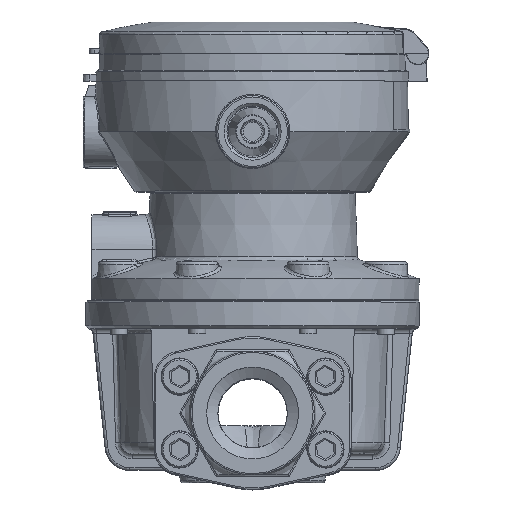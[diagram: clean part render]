
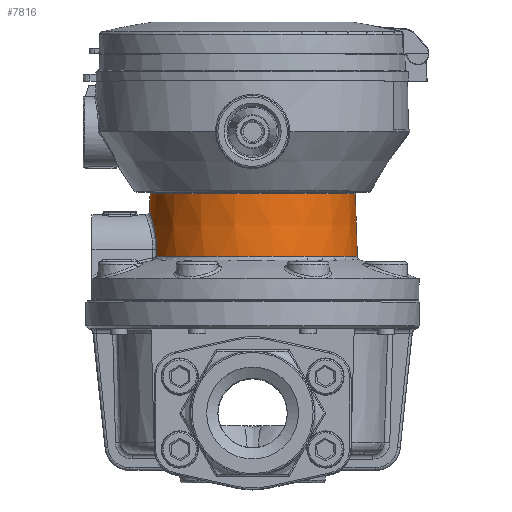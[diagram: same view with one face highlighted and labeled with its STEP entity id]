
A CAD part, top view. The second image highlights one B-rep face of the part: STEP entity #7816.
In plain terms, the highlighted conical face has half-angle 2 degrees and reference radius 36.9 mm.
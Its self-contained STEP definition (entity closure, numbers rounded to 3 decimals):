
#7816 = ADVANCED_FACE( '', ( #16905, #16906 ), #16907, .T. );
#16905 = FACE_OUTER_BOUND( '', #45275, .T. );
#16906 = FACE_BOUND( '', #45276, .T. );
#16907 = CONICAL_SURFACE( '', #45277, 36.9, 0.035 );
#45275 = EDGE_LOOP( '', ( #78620, #78621, #78622, #78623 ) );
#45276 = EDGE_LOOP( '', ( #78624 ) );
#45277 = AXIS2_PLACEMENT_3D( '', #78625, #78626, #78627 );
#78620 = ORIENTED_EDGE( '', *, *, #92026, .T. );
#78621 = ORIENTED_EDGE( '', *, *, #93782, .T. );
#78622 = ORIENTED_EDGE( '', *, *, #97319, .T. );
#78623 = ORIENTED_EDGE( '', *, *, #97320, .T. );
#78624 = ORIENTED_EDGE( '', *, *, #96610, .T. );
#78625 = CARTESIAN_POINT( '', ( 0., 38., 0. ) );
#78626 = DIRECTION( '', ( 0., -1., 0. ) );
#78627 = DIRECTION( '', ( -1., 0., 0. ) );
#92026 = EDGE_CURVE( '', #104104, #104109, #104111, .T. );
#93782 = EDGE_CURVE( '', #104109, #106880, #106882, .T. );
#96610 = EDGE_CURVE( '', #110889, #110889, #110890, .T. );
#97319 = EDGE_CURVE( '', #106880, #110486, #111812, .T. );
#97320 = EDGE_CURVE( '', #110486, #104104, #111813, .T. );
#104104 = VERTEX_POINT( '', #125988 );
#104109 = VERTEX_POINT( '', #126008 );
#104111 = B_SPLINE_CURVE_WITH_KNOTS( '', 3, ( #126019, #126020, #126021, #126022 ), .UNSPECIFIED., .F., .F., ( 4, 4 ), ( 0., 1. ), .UNSPECIFIED. );
#106880 = VERTEX_POINT( '', #133839 );
#106882 = B_SPLINE_CURVE_WITH_KNOTS( '', 3, ( #133850, #133851, #133852, #133853, #133854, #133855, #133856, #133857, #133858, #133859, #133860, #133861, #133862, #133863, #133864, #133865, #133866, #133867, #133868, #133869, #133870, #133871, #133872, #133873, #133874, #133875 ), .UNSPECIFIED., .F., .F., ( 4, 1, 1, 1, 1, 1, 1, 1, 1, 1, 1, 1, 1, 1, 1, 1, 1, 1, 1, 1, 1, 1, 1, 4 ), ( 0., 0.009, 0.016, 0.023, 0.031, 0.063, 0.125, 0.187, 0.25, 0.312, 0.375, 0.437, 0.5, 0.5, 0.563, 0.625, 0.688, 0.75, 0.813, 0.875, 0.937, 0.969, 0.984, 1. ), .UNSPECIFIED. );
#110486 = VERTEX_POINT( '', #144316 );
#110889 = VERTEX_POINT( '', #145577 );
#110890 = CIRCLE( '', #145578, 36.882 );
#111812 = B_SPLINE_CURVE_WITH_KNOTS( '', 3, ( #148438, #148439, #148440, #148441 ), .UNSPECIFIED., .F., .F., ( 4, 4 ), ( 0., 1. ), .UNSPECIFIED. );
#111813 = CIRCLE( '', #148442, 37.669 );
#125988 = CARTESIAN_POINT( '', ( -34.516, 15.979, -15.087 ) );
#126008 = CARTESIAN_POINT( '', ( -34.531, 18.568, -14.824 ) );
#126019 = CARTESIAN_POINT( '', ( -34.516, 15.979, -15.087 ) );
#126020 = CARTESIAN_POINT( '', ( -34.521, 16.842, -14.999 ) );
#126021 = CARTESIAN_POINT( '', ( -34.526, 17.705, -14.911 ) );
#126022 = CARTESIAN_POINT( '', ( -34.531, 18.568, -14.824 ) );
#133839 = CARTESIAN_POINT( '', ( -34.531, 18.568, 14.824 ) );
#133850 = CARTESIAN_POINT( '', ( -34.531, 18.568, -14.824 ) );
#133851 = CARTESIAN_POINT( '', ( -34.533, 18.696, -14.809 ) );
#133852 = CARTESIAN_POINT( '', ( -34.535, 18.928, -14.784 ) );
#133853 = CARTESIAN_POINT( '', ( -34.541, 19.276, -14.737 ) );
#133854 = CARTESIAN_POINT( '', ( -34.551, 19.61, -14.685 ) );
#133855 = CARTESIAN_POINT( '', ( -34.577, 20.298, -14.561 ) );
#133856 = CARTESIAN_POINT( '', ( -34.668, 21.773, -14.213 ) );
#133857 = CARTESIAN_POINT( '', ( -34.92, 23.954, -13.384 ) );
#133858 = CARTESIAN_POINT( '', ( -35.353, 26.34, -11.956 ) );
#133859 = CARTESIAN_POINT( '', ( -35.849, 28.428, -10.133 ) );
#133860 = CARTESIAN_POINT( '', ( -36.337, 30.153, -7.961 ) );
#133861 = CARTESIAN_POINT( '', ( -36.751, 31.452, -5.493 ) );
#133862 = CARTESIAN_POINT( '', ( -37.029, 32.263, -2.807 ) );
#133863 = CARTESIAN_POINT( '', ( -37.094, 32.448, -0.934 ) );
#133864 = CARTESIAN_POINT( '', ( -37.094, 32.448, 0.934 ) );
#133865 = CARTESIAN_POINT( '', ( -37.029, 32.263, 2.807 ) );
#133866 = CARTESIAN_POINT( '', ( -36.751, 31.452, 5.493 ) );
#133867 = CARTESIAN_POINT( '', ( -36.337, 30.153, 7.961 ) );
#133868 = CARTESIAN_POINT( '', ( -35.849, 28.428, 10.133 ) );
#133869 = CARTESIAN_POINT( '', ( -35.353, 26.34, 11.956 ) );
#133870 = CARTESIAN_POINT( '', ( -34.921, 23.954, 13.384 ) );
#133871 = CARTESIAN_POINT( '', ( -34.668, 21.773, 14.213 ) );
#133872 = CARTESIAN_POINT( '', ( -34.571, 20.184, 14.587 ) );
#133873 = CARTESIAN_POINT( '', ( -34.539, 19.264, 14.744 ) );
#133874 = CARTESIAN_POINT( '', ( -34.534, 18.8, 14.797 ) );
#133875 = CARTESIAN_POINT( '', ( -34.531, 18.568, 14.824 ) );
#144316 = CARTESIAN_POINT( '', ( -34.516, 15.979, 15.087 ) );
#145577 = CARTESIAN_POINT( '', ( -36.882, 38.517, 0. ) );
#145578 = AXIS2_PLACEMENT_3D( '', #162227, #162228, #162229 );
#148438 = CARTESIAN_POINT( '', ( -34.531, 18.568, 14.824 ) );
#148439 = CARTESIAN_POINT( '', ( -34.526, 17.705, 14.911 ) );
#148440 = CARTESIAN_POINT( '', ( -34.521, 16.842, 14.999 ) );
#148441 = CARTESIAN_POINT( '', ( -34.516, 15.979, 15.087 ) );
#148442 = AXIS2_PLACEMENT_3D( '', #162841, #162842, #162843 );
#162227 = CARTESIAN_POINT( '', ( 0., 38.517, 0. ) );
#162228 = DIRECTION( '', ( 0., -1., 0. ) );
#162229 = DIRECTION( '', ( -1., 0., 0. ) );
#162841 = CARTESIAN_POINT( '', ( 0., 15.979, 0. ) );
#162842 = DIRECTION( '', ( 0., 1., 0. ) );
#162843 = DIRECTION( '', ( 1., 0., 0. ) );
